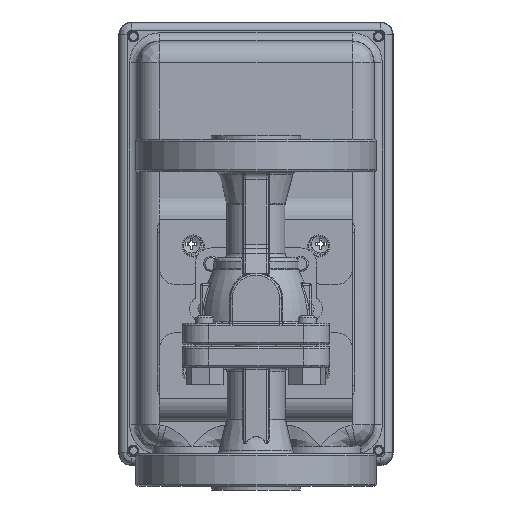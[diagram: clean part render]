
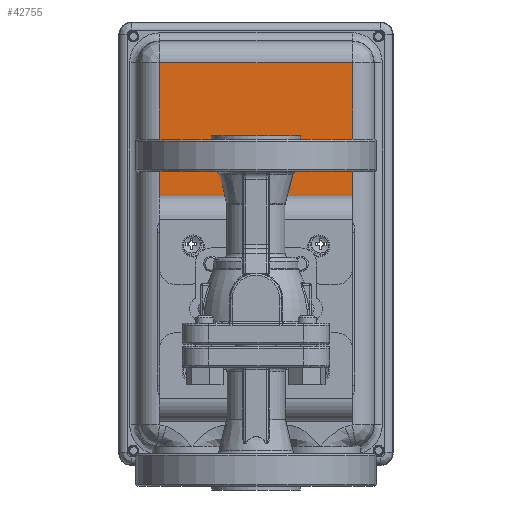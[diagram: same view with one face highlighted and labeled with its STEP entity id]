
A CAD part, front view. The second image highlights one B-rep face of the part: STEP entity #42755.
In plain terms, the highlighted planar face has unit normal (0, -1, 0).
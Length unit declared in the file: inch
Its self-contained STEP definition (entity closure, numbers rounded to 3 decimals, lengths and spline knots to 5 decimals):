
#511 = CARTESIAN_POINT ( 'NONE',  ( 0.00035, 5.74, 3.67412 ) ) ;
#1340 = VERTEX_POINT ( 'NONE', #15066 ) ;
#2912 = CARTESIAN_POINT ( 'NONE',  ( -1.50042, 5.74, 3.67277 ) ) ;
#3077 = LINE ( 'NONE', #3544, #43041 ) ;
#3544 = CARTESIAN_POINT ( 'NONE',  ( -1.50042, 5.74, -0.15165 ) ) ;
#4113 = LINE ( 'NONE', #42542, #25339 ) ;
#4376 = CARTESIAN_POINT ( 'NONE',  ( 1.31953, 5.74, 1.39914 ) ) ;
#4479 = DIRECTION ( 'NONE',  ( 1., 0., 0. ) ) ;
#5733 = DIRECTION ( 'NONE',  ( -1., 0., 0. ) ) ;
#5779 =( BOUNDED_CURVE ( )  B_SPLINE_CURVE ( 3, ( #17316, #41280, #17144, #25401 ),
 .UNSPECIFIED., .F., .F. ) 
 B_SPLINE_CURVE_WITH_KNOTS ( ( 4, 4 ),
 ( 0., 1. ),
 .UNSPECIFIED. ) 
 CURVE ( )  GEOMETRIC_REPRESENTATION_ITEM ( )  RATIONAL_B_SPLINE_CURVE ( ( 1., 0.805, 0.805, 1. ) ) 
 REPRESENTATION_ITEM ( '' )  );
#6004 = ORIENTED_EDGE ( 'NONE', *, *, #6960, .F. ) ;
#6494 = ORIENTED_EDGE ( 'NONE', *, *, #46323, .F. ) ;
#6960 = EDGE_CURVE ( 'NONE', #1340, #17647, #18561, .T. ) ;
#7553 = DIRECTION ( 'NONE',  ( 0., 0., 1. ) ) ;
#9437 =( BOUNDED_CURVE ( )  B_SPLINE_CURVE ( 3, ( #10873, #2912, #18928, #46869 ),
 .UNSPECIFIED., .F., .F. ) 
 B_SPLINE_CURVE_WITH_KNOTS ( ( 4, 4 ),
 ( 0., 1. ),
 .UNSPECIFIED. ) 
 CURVE ( )  GEOMETRIC_REPRESENTATION_ITEM ( )  RATIONAL_B_SPLINE_CURVE ( ( 1., 0.805, 0.805, 1. ) ) 
 REPRESENTATION_ITEM ( '' )  );
#9461 = LINE ( 'NONE', #511, #29473 ) ;
#10812 = VERTEX_POINT ( 'NONE', #25283 ) ;
#10873 = CARTESIAN_POINT ( 'NONE',  ( -1.50042, 5.74, 3.67085 ) ) ;
#11716 = VERTEX_POINT ( 'NONE', #14481 ) ;
#12708 = FACE_OUTER_BOUND ( 'NONE', #48325, .T. ) ;
#12918 = VECTOR ( 'NONE', #5733, 39.37008 ) ;
#12950 = EDGE_CURVE ( 'NONE', #37047, #10812, #35365, .T. ) ;
#13983 = CARTESIAN_POINT ( 'NONE',  ( 1.50112, 5.74, 3.67085 ) ) ;
#14271 = AXIS2_PLACEMENT_3D ( 'NONE', #16920, #41056, #17102 ) ;
#14481 = CARTESIAN_POINT ( 'NONE',  ( -1.49715, 5.74, 3.67412 ) ) ;
#15066 = CARTESIAN_POINT ( 'NONE',  ( -1.18665, 5.74, 1.39914 ) ) ;
#16920 = CARTESIAN_POINT ( 'NONE',  ( -1.49715, 5.74, -1.95415 ) ) ;
#17000 = EDGE_CURVE ( 'NONE', #11716, #40612, #9461, .T. ) ;
#17102 = DIRECTION ( 'NONE',  ( -0.015, 0., 1. ) ) ;
#17144 = CARTESIAN_POINT ( 'NONE',  ( 1.50112, 5.74, 3.67277 ) ) ;
#17316 = CARTESIAN_POINT ( 'NONE',  ( 1.49785, 5.74, 3.67412 ) ) ;
#17647 = VERTEX_POINT ( 'NONE', #36158 ) ;
#17893 = ORIENTED_EDGE ( 'NONE', *, *, #40226, .F. ) ;
#18561 =( BOUNDED_CURVE ( )  B_SPLINE_CURVE ( 3, ( #43391, #31334, #51397, #27502 ),
 .UNSPECIFIED., .F., .F. ) 
 B_SPLINE_CURVE_WITH_KNOTS ( ( 4, 4 ),
 ( 0., 1. ),
 .UNSPECIFIED. ) 
 CURVE ( )  GEOMETRIC_REPRESENTATION_ITEM ( )  RATIONAL_B_SPLINE_CURVE ( ( 1., 0.912, 0.912, 1. ) ) 
 REPRESENTATION_ITEM ( '' )  );
#18603 = ORIENTED_EDGE ( 'NONE', *, *, #41302, .F. ) ;
#18928 = CARTESIAN_POINT ( 'NONE',  ( -1.49906, 5.74, 3.67412 ) ) ;
#19199 = ORIENTED_EDGE ( 'NONE', *, *, #49996, .F. ) ;
#25283 = CARTESIAN_POINT ( 'NONE',  ( 1.18735, 5.74, 1.39914 ) ) ;
#25339 = VECTOR ( 'NONE', #38669, 39.37008 ) ;
#25401 = CARTESIAN_POINT ( 'NONE',  ( 1.50112, 5.74, 3.67085 ) ) ;
#26700 = CARTESIAN_POINT ( 'NONE',  ( 1.49785, 5.74, 3.67412 ) ) ;
#26861 = CARTESIAN_POINT ( 'NONE',  ( -1.50042, 5.74, 3.67085 ) ) ;
#27502 = CARTESIAN_POINT ( 'NONE',  ( -1.50042, 5.74, 1.21945 ) ) ;
#28231 = ORIENTED_EDGE ( 'NONE', *, *, #17000, .F. ) ;
#29473 = VECTOR ( 'NONE', #4479, 39.37008 ) ;
#30809 = EDGE_CURVE ( 'NONE', #40612, #32641, #5779, .T. ) ;
#31334 = CARTESIAN_POINT ( 'NONE',  ( -1.31883, 5.74, 1.39914 ) ) ;
#32122 = CARTESIAN_POINT ( 'NONE',  ( 1.50112, 5.74, 1.21945 ) ) ;
#32284 = CARTESIAN_POINT ( 'NONE',  ( 1.18735, 5.74, 1.39914 ) ) ;
#32641 = VERTEX_POINT ( 'NONE', #13983 ) ;
#32928 = LINE ( 'NONE', #48510, #12918 ) ;
#35365 =( BOUNDED_CURVE ( )  B_SPLINE_CURVE ( 3, ( #32122, #36117, #4376, #32284 ),
 .UNSPECIFIED., .F., .F. ) 
 B_SPLINE_CURVE_WITH_KNOTS ( ( 4, 4 ),
 ( 0., 1. ),
 .UNSPECIFIED. ) 
 CURVE ( )  GEOMETRIC_REPRESENTATION_ITEM ( )  RATIONAL_B_SPLINE_CURVE ( ( 1., 0.912, 0.912, 1. ) ) 
 REPRESENTATION_ITEM ( '' )  );
#36117 = CARTESIAN_POINT ( 'NONE',  ( 1.43423, 5.74, 1.33346 ) ) ;
#36158 = CARTESIAN_POINT ( 'NONE',  ( -1.50042, 5.74, 1.21945 ) ) ;
#36571 = ORIENTED_EDGE ( 'NONE', *, *, #12950, .F. ) ;
#37031 = PLANE ( 'NONE',  #14271 ) ;
#37047 = VERTEX_POINT ( 'NONE', #45142 ) ;
#38669 = DIRECTION ( 'NONE',  ( 0., 0., -1. ) ) ;
#40226 = EDGE_CURVE ( 'NONE', #17647, #48584, #3077, .T. ) ;
#40612 = VERTEX_POINT ( 'NONE', #26700 ) ;
#41056 = DIRECTION ( 'NONE',  ( 0., 1., 0. ) ) ;
#41280 = CARTESIAN_POINT ( 'NONE',  ( 1.49977, 5.74, 3.67412 ) ) ;
#41302 = EDGE_CURVE ( 'NONE', #32641, #37047, #4113, .T. ) ;
#42542 = CARTESIAN_POINT ( 'NONE',  ( 1.50112, 5.74, -1.95415 ) ) ;
#42755 = ADVANCED_FACE ( 'NONE', ( #12708 ), #37031, .F. ) ;
#43041 = VECTOR ( 'NONE', #7553, 39.37008 ) ;
#43391 = CARTESIAN_POINT ( 'NONE',  ( -1.18665, 5.74, 1.39914 ) ) ;
#45142 = CARTESIAN_POINT ( 'NONE',  ( 1.50112, 5.74, 1.21945 ) ) ;
#46323 = EDGE_CURVE ( 'NONE', #48584, #11716, #9437, .T. ) ;
#46869 = CARTESIAN_POINT ( 'NONE',  ( -1.49715, 5.74, 3.67412 ) ) ;
#48325 = EDGE_LOOP ( 'NONE', ( #36571, #18603, #50761, #28231, #6494, #17893, #6004, #19199 ) ) ;
#48510 = CARTESIAN_POINT ( 'NONE',  ( 1.18735, 5.74, 1.39914 ) ) ;
#48584 = VERTEX_POINT ( 'NONE', #26861 ) ;
#49996 = EDGE_CURVE ( 'NONE', #10812, #1340, #32928, .T. ) ;
#50761 = ORIENTED_EDGE ( 'NONE', *, *, #30809, .F. ) ;
#51397 = CARTESIAN_POINT ( 'NONE',  ( -1.43353, 5.74, 1.33346 ) ) ;
